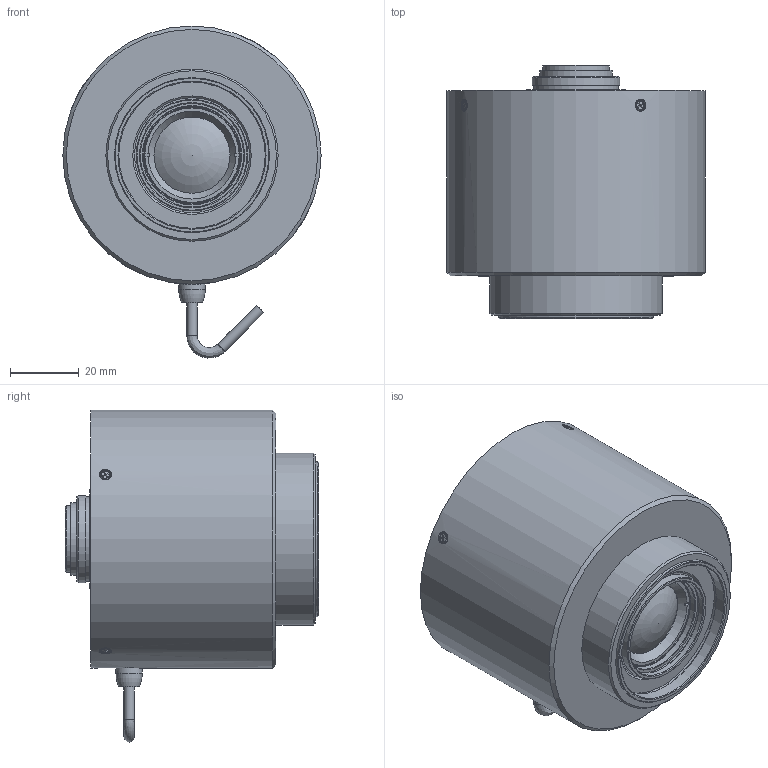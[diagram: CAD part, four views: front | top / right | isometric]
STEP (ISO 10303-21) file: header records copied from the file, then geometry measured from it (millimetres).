
FILE_DESCRIPTION (( 'STEP AP203' ), '1' );
FILE_NAME ('600120.STEP', '2025-02-08T07:10:14', ( 'Windows User' ), ( 'P R C' ), 'SwSTEP 2.0', 'SolidWorks 2020', '' );
FILE_SCHEMA (( 'CONFIG_CONTROL_DESIGN' ));
Length unit declared in the file: millimetre
Products named in the file (1): 600120
Bounding box: 75 x 73.55 x 96.39 mm (x, y, z)
Surface area: 26164 mm2 (no closed solid volume)
Topology: 0 solids, 9 shells, 390 faces, 962 edges, 638 vertices
Faces by surface type: plane 281, cylinder 69, cone 27, bspline 10, torus 3
Full cylindrical faces by diameter (mm): 1.7 x2, 1.8 x2, 2 x7, 2.2 x7, 3 x14, 3.5 x7, 3.6 x1, 4 x4, 7.699 x1, 16.599 x1, 19.4 x1, 20.999 x1, 22.099 x1, 24.537 x1, 25.399 x1, 28.399 x1, 30 x1, 30.5 x1, 32.399 x1, 42.5 x1, 43 x1, 44 x1, 45 x1, 50 x1, 75 x1
Entity records: 11940 total; most frequent: CARTESIAN_POINT 3226, DIRECTION 1705, ORIENTED_EDGE 1638, EDGE_CURVE 821, LINE 623, VECTOR 623, VERTEX_POINT 597, EDGE_LOOP 556
